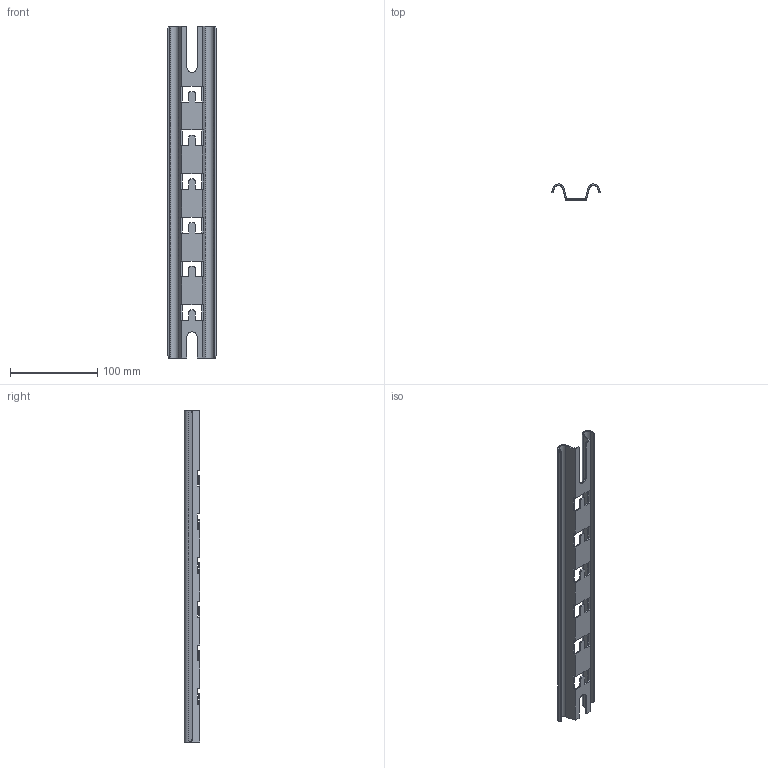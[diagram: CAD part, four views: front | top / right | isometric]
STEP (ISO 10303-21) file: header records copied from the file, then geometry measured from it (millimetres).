
FILE_DESCRIPTION (( 'STEP AP203' ), '1' );
FILE_NAME ('CLW10-VV-300 Äåðæàòåëü ãîðèçîíòàëüíûé VV 300.STEP', '2016-04-13T12:24:56', ( '' ), ( '' ), 'SwSTEP 2.0', 'SolidWorks 2014', '' );
FILE_SCHEMA (( 'CONFIG_CONTROL_DESIGN' ));
Length unit declared in the file: millimetre
Products named in the file (1): CLW10-VV-300 Äåðæàòåëü ãîðèçîíòàëüíûé VV 300
Bounding box: 55 x 17.98 x 380 mm (x, y, z)
Volume: 44509.5 mm3; surface area: 62001.1 mm2
Topology: 1 solids, 1 shells, 102 faces, 336 edges, 224 vertices
Faces by surface type: plane 80, cylinder 22
Entity records: 3745 total; most frequent: ORIENTED_EDGE 672, CARTESIAN_POINT 663, DIRECTION 586, EDGE_CURVE 336, VECTOR 292, LINE 292, VERTEX_POINT 224, AXIS2_PLACEMENT_3D 147
